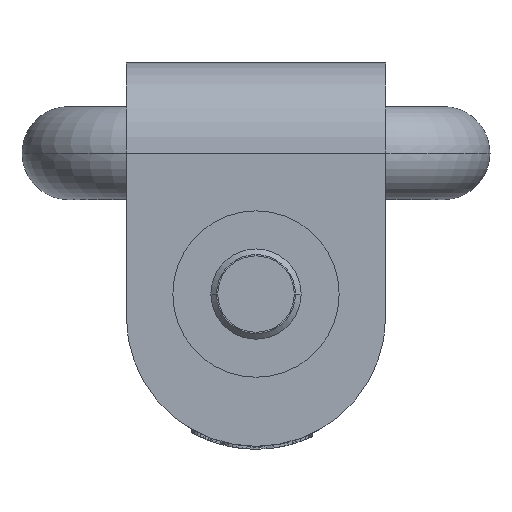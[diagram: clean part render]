
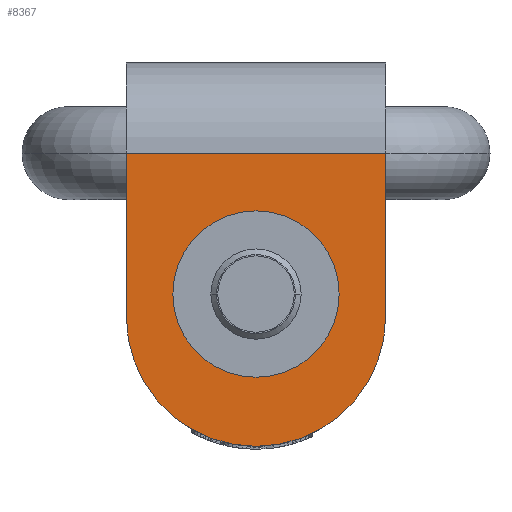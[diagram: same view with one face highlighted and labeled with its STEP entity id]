
A CAD part, front view. The second image highlights one B-rep face of the part: STEP entity #8367.
In plain terms, the highlighted planar face has unit normal (0, -1, 0).
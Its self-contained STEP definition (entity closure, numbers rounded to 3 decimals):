
#2061=CARTESIAN_POINT('',(0.,0.6,-4.));
#2062=DIRECTION('',(0.,-1.,0.));
#2063=DIRECTION('',(-1.,0.,0.));
#2064=AXIS2_PLACEMENT_3D('',#2061,#2062,#2063);
#2066=DIRECTION('',(0.,0.,-1.));
#2067=VECTOR('',#2066,29.);
#2068=CARTESIAN_POINT('',(-23.,0.6,25.));
#2069=LINE('',#2068,#2067);
#2070=DIRECTION('',(-1.,0.,0.));
#2071=VECTOR('',#2070,46.);
#2072=CARTESIAN_POINT('',(23.,0.6,25.));
#2073=LINE('',#2072,#2071);
#2074=DIRECTION('',(0.,0.,1.));
#2075=VECTOR('',#2074,29.);
#2076=CARTESIAN_POINT('',(23.,0.6,-4.));
#2077=LINE('',#2076,#2075);
#2078=CARTESIAN_POINT('',(0.,0.6,0.));
#2079=DIRECTION('',(0.,1.,0.));
#2080=DIRECTION('',(1.,0.,0.));
#2081=AXIS2_PLACEMENT_3D('',#2078,#2079,#2080);
#2146=CARTESIAN_POINT('',(0.,0.6,0.));
#2147=DIRECTION('',(0.,1.,0.));
#2148=DIRECTION('',(-1.,0.,0.));
#2149=AXIS2_PLACEMENT_3D('',#2146,#2147,#2148);
#5501=CARTESIAN_POINT('',(14.75,0.6,0.));
#5503=VERTEX_POINT('',#5501);
#5506=CARTESIAN_POINT('',(-14.75,0.6,0.));
#5508=VERTEX_POINT('',#5506);
#5509=CARTESIAN_POINT('',(23.,0.6,-4.));
#5510=CARTESIAN_POINT('',(23.,0.6,25.));
#5511=VERTEX_POINT('',#5509);
#5512=VERTEX_POINT('',#5510);
#5514=CARTESIAN_POINT('',(-23.,0.6,-4.));
#5516=VERTEX_POINT('',#5514);
#5557=CARTESIAN_POINT('',(-23.,0.6,25.));
#5559=VERTEX_POINT('',#5557);
#8348=CARTESIAN_POINT('',(0.,0.6,-1.));
#8349=DIRECTION('',(0.,1.,0.));
#8350=DIRECTION('',(0.,0.,-1.));
#8351=AXIS2_PLACEMENT_3D('',#8348,#8349,#8350);
#8352=PLANE('',#8351);
#8353=ORIENTED_EDGE('',*,*,#7681,.F.);
#8355=ORIENTED_EDGE('',*,*,#8354,.F.);
#8357=ORIENTED_EDGE('',*,*,#8356,.F.);
#8358=ORIENTED_EDGE('',*,*,#8334,.F.);
#8359=EDGE_LOOP('',(#8353,#8355,#8357,#8358));
#8360=FACE_OUTER_BOUND('',#8359,.F.);
#8362=ORIENTED_EDGE('',*,*,#8361,.F.);
#8364=ORIENTED_EDGE('',*,*,#8363,.F.);
#8365=EDGE_LOOP('',(#8362,#8364));
#8366=FACE_BOUND('',#8365,.F.);
#8367=ADVANCED_FACE('',(#8360,#8366),#8352,.F.);
#2065=CIRCLE('',#2064,23.);
#2082=CIRCLE('',#2081,14.75);
#2150=CIRCLE('',#2149,14.75);
#7681=EDGE_CURVE('',#5516,#5511,#2065,.T.);
#8334=EDGE_CURVE('',#5511,#5512,#2077,.T.);
#8354=EDGE_CURVE('',#5559,#5516,#2069,.T.);
#8356=EDGE_CURVE('',#5512,#5559,#2073,.T.);
#8361=EDGE_CURVE('',#5508,#5503,#2150,.T.);
#8363=EDGE_CURVE('',#5503,#5508,#2082,.T.);
